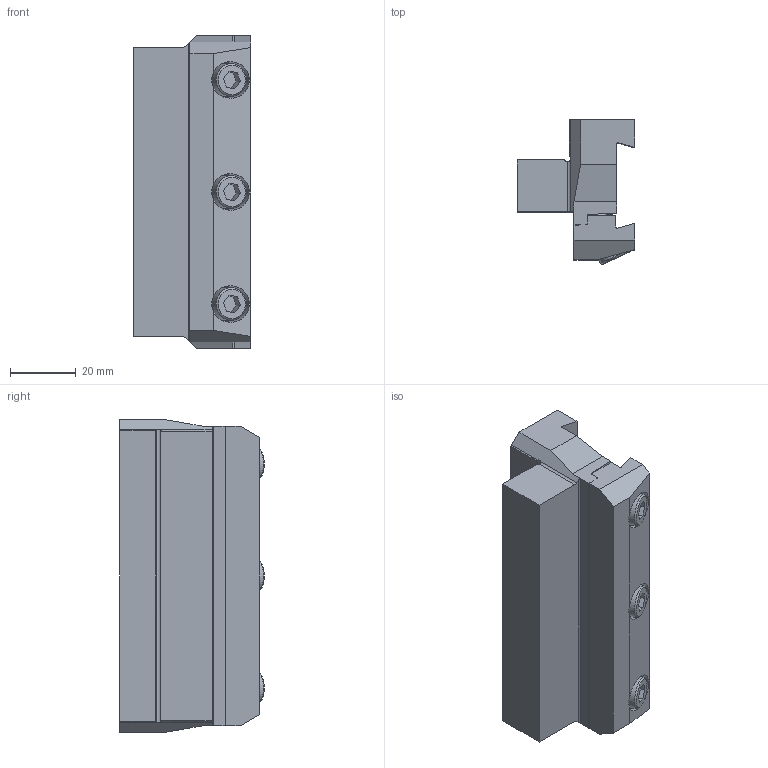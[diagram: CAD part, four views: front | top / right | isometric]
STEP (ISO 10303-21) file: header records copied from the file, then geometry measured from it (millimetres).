
FILE_DESCRIPTION(/* description */ (''),/* implementation_level */ '2;1');
FILE_NAME(/* name */ '150.10-10-20JETI.stp',/* time_stamp */ '2020-04-10T08:15:14+06:00',/* author */ (''),/* organization */ (''),/* preprocessor_version */ 'ST-DEVELOPER v16.7',/* originating_system */ 'SIEMENS PLM Software NX 12.0',/* authorisation */ '');
FILE_SCHEMA (('AUTOMOTIVE_DESIGN { 1 0 10303 214 3 1 1 1 }'));
Length unit declared in the file: millimetre
Products named in the file (1): inpu844CB4243ehp
Bounding box: 35.78 x 43.88 x 95 mm (x, y, z)
Volume: 84137.2 mm3; surface area: 22625.1 mm2
Topology: 4 solids, 4 shells, 126 faces, 349 edges, 231 vertices
Faces by surface type: plane 92, cylinder 28, cone 6
Full cylindrical faces by diameter (mm): 6 x3, 10 x3
Entity records: 4155 total; most frequent: CARTESIAN_POINT 761, DIRECTION 687, ORIENTED_EDGE 678, EDGE_CURVE 339, LINE 237, VECTOR 237, VERTEX_POINT 232, AXIS2_PLACEMENT_3D 225
